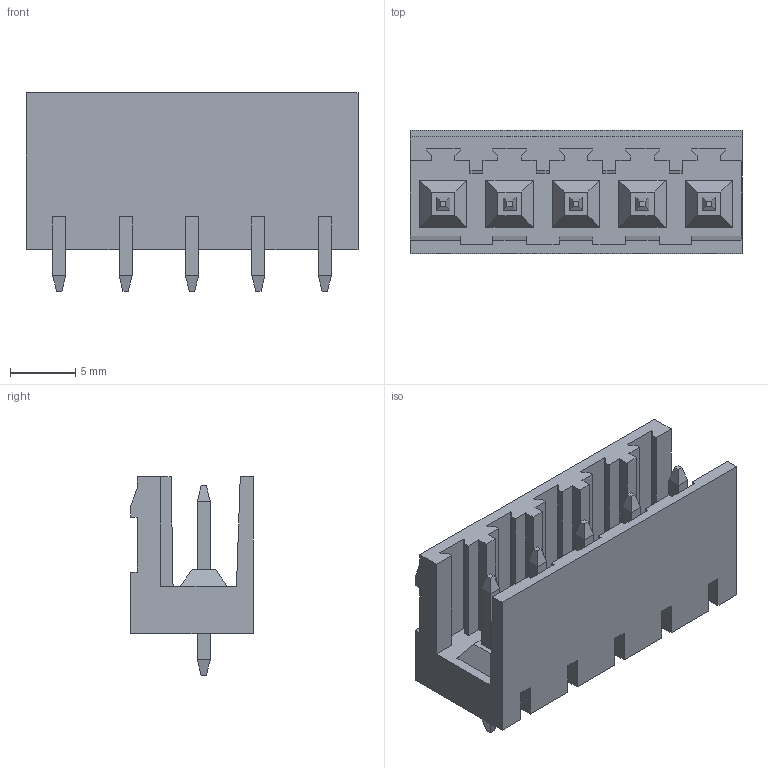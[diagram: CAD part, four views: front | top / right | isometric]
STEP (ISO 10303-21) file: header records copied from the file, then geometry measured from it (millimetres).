
FILE_DESCRIPTION(('CATIA V5 STEP Exchange','CAx-IF Rec.Pracs.--- Model Styling and Organization---1.2---2011-12-15'),'2;1');
FILE_NAME ('D1450147_0_1239860000_1239860000.stp','2018-11-02T07:42:55+00:00',('none'),('Weidmueller'),'CATIA Version 5-6 Release 2014','CATIA V5 STEP AP214','none');
FILE_SCHEMA(('AUTOMOTIVE_DESIGN { 1 0 10303 214 1 1 1 1 }'));
Length unit declared in the file: millimetre
Products named in the file (1): 1239860000
Bounding box: 25.4 x 9.4 x 15.2 mm (x, y, z)
Volume: 1074.8 mm3; surface area: 2368.1 mm2
Topology: 6 solids, 6 shells, 227 faces, 612 edges, 402 vertices
Faces by surface type: plane 227
Entity records: 6546 total; most frequent: ORIENTED_EDGE 1224, CARTESIAN_POINT 1214, DIRECTION 860, EDGE_CURVE 612, VECTOR 562, LINE 562, VERTEX_POINT 402, EDGE_LOOP 242
